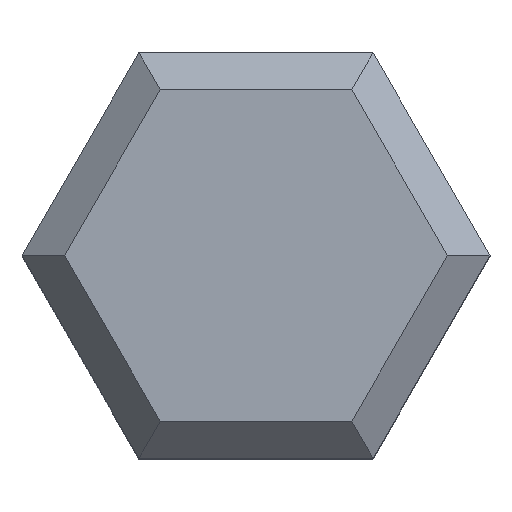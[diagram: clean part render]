
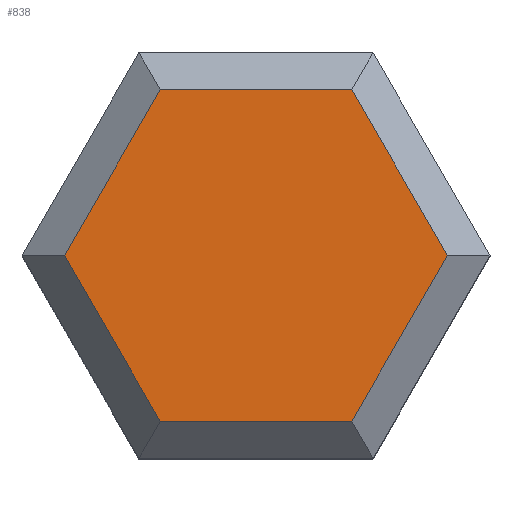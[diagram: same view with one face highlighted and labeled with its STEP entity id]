
A CAD part, top view. The second image highlights one B-rep face of the part: STEP entity #838.
In plain terms, the highlighted planar face has unit normal (0, 0, 1).
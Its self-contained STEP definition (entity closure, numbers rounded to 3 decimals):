
#690 = VERTEX_POINT('',#691);
#691 = CARTESIAN_POINT('',(-5.195,8.999,35.));
#697 = EDGE_CURVE('',#690,#698,#700,.T.);
#698 = VERTEX_POINT('',#699);
#699 = CARTESIAN_POINT('',(-10.391,0.,35.));
#700 = LINE('',#701,#702);
#701 = CARTESIAN_POINT('',(-4.618,9.999,35.));
#702 = VECTOR('',#703,1.);
#703 = DIRECTION('',(-0.5,-0.866,0.));
#721 = VERTEX_POINT('',#722);
#722 = CARTESIAN_POINT('',(5.195,8.999,35.));
#730 = EDGE_CURVE('',#721,#690,#731,.T.);
#731 = LINE('',#732,#733);
#732 = CARTESIAN_POINT('',(6.35,8.999,35.));
#733 = VECTOR('',#734,1.);
#734 = DIRECTION('',(-1.,0.,0.));
#745 = EDGE_CURVE('',#698,#746,#748,.T.);
#746 = VERTEX_POINT('',#747);
#747 = CARTESIAN_POINT('',(-5.195,-8.999,35.));
#748 = LINE('',#749,#750);
#749 = CARTESIAN_POINT('',(-10.968,1.,35.));
#750 = VECTOR('',#751,1.);
#751 = DIRECTION('',(0.5,-0.866,0.));
#769 = VERTEX_POINT('',#770);
#770 = CARTESIAN_POINT('',(10.391,0.,35.));
#778 = EDGE_CURVE('',#769,#721,#779,.T.);
#779 = LINE('',#780,#781);
#780 = CARTESIAN_POINT('',(10.968,-1.,35.));
#781 = VECTOR('',#782,1.);
#782 = DIRECTION('',(-0.5,0.866,0.));
#793 = EDGE_CURVE('',#746,#794,#796,.T.);
#794 = VERTEX_POINT('',#795);
#795 = CARTESIAN_POINT('',(5.195,-8.999,35.));
#796 = LINE('',#797,#798);
#797 = CARTESIAN_POINT('',(-6.35,-8.999,35.));
#798 = VECTOR('',#799,1.);
#799 = DIRECTION('',(1.,0.,0.));
#819 = EDGE_CURVE('',#794,#769,#820,.T.);
#820 = LINE('',#821,#822);
#821 = CARTESIAN_POINT('',(4.618,-9.999,35.));
#822 = VECTOR('',#823,1.);
#823 = DIRECTION('',(0.5,0.866,0.));
#838 = ADVANCED_FACE('',(#839),#847,.T.);
#839 = FACE_BOUND('',#840,.T.);
#840 = EDGE_LOOP('',(#841,#842,#843,#844,#845,#846));
#841 = ORIENTED_EDGE('',*,*,#730,.T.);
#842 = ORIENTED_EDGE('',*,*,#697,.T.);
#843 = ORIENTED_EDGE('',*,*,#745,.T.);
#844 = ORIENTED_EDGE('',*,*,#793,.T.);
#845 = ORIENTED_EDGE('',*,*,#819,.T.);
#846 = ORIENTED_EDGE('',*,*,#778,.T.);
#847 = PLANE('',#848);
#848 = AXIS2_PLACEMENT_3D('',#849,#850,#851);
#849 = CARTESIAN_POINT('',(0.,0.,35.));
#850 = DIRECTION('',(0.,0.,1.));
#851 = DIRECTION('',(1.,0.,0.));
